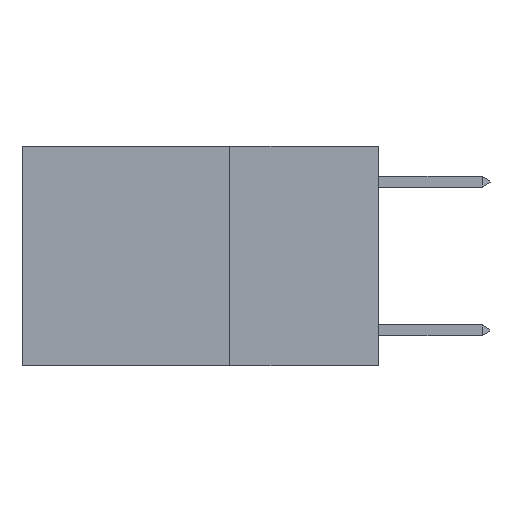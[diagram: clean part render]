
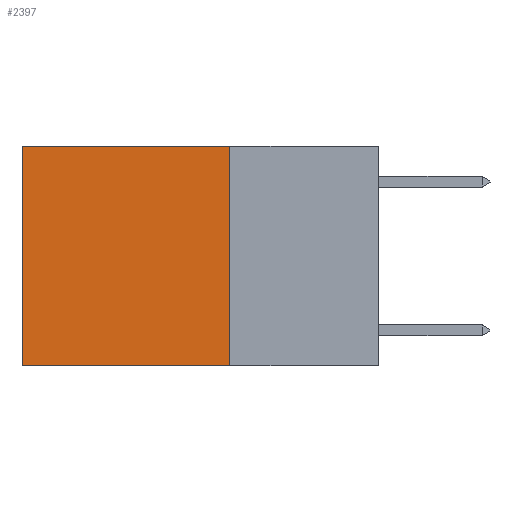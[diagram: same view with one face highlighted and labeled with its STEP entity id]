
A CAD part, left-side view. The second image highlights one B-rep face of the part: STEP entity #2397.
In plain terms, the highlighted planar face has unit normal (-1, 0, 0).
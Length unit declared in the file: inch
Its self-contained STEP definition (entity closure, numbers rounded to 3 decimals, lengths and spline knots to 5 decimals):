
#24 = CARTESIAN_POINT ( 'NONE',  ( 0.2625, 0.25, 0. ) ) ;
#395 = EDGE_CURVE ( 'NONE', #5850, #3311, #6567, .T. ) ;
#2237 = DIRECTION ( 'NONE',  ( 0., 0., -1. ) ) ;
#2397 = ADVANCED_FACE ( 'NONE', ( #11591 ), #5862, .F. ) ;
#2405 = LINE ( 'NONE', #18373, #10607 ) ;
#3311 = VERTEX_POINT ( 'NONE', #17360 ) ;
#4299 = CARTESIAN_POINT ( 'NONE',  ( 0.2625, 0.25, 0. ) ) ;
#4559 = ORIENTED_EDGE ( 'NONE', *, *, #395, .T. ) ;
#4936 = CARTESIAN_POINT ( 'NONE',  ( 0.2625, 0.6, -0.37 ) ) ;
#5076 = ORIENTED_EDGE ( 'NONE', *, *, #21769, .F. ) ;
#5313 = VECTOR ( 'NONE', #15525, 39.37008 ) ;
#5850 = VERTEX_POINT ( 'NONE', #7224 ) ;
#5862 = PLANE ( 'NONE',  #20402 ) ;
#6057 = LINE ( 'NONE', #7628, #5313 ) ;
#6121 = DIRECTION ( 'NONE',  ( 1., 0., 0. ) ) ;
#6567 = LINE ( 'NONE', #18899, #18682 ) ;
#7224 = CARTESIAN_POINT ( 'NONE',  ( 0.2625, 0.25, 0. ) ) ;
#7628 = CARTESIAN_POINT ( 'NONE',  ( 0.2625, 0.6, 0. ) ) ;
#7940 = DIRECTION ( 'NONE',  ( 0., 0., -1. ) ) ;
#8509 = EDGE_CURVE ( 'NONE', #3311, #11087, #6057, .T. ) ;
#9773 = VERTEX_POINT ( 'NONE', #11099 ) ;
#9893 = LINE ( 'NONE', #24, #10499 ) ;
#10499 = VECTOR ( 'NONE', #7940, 39.37008 ) ;
#10607 = VECTOR ( 'NONE', #22409, 39.37008 ) ;
#10970 = ORIENTED_EDGE ( 'NONE', *, *, #11942, .F. ) ;
#11087 = VERTEX_POINT ( 'NONE', #4936 ) ;
#11099 = CARTESIAN_POINT ( 'NONE',  ( 0.2625, 0.25, -0.37 ) ) ;
#11317 = ORIENTED_EDGE ( 'NONE', *, *, #8509, .T. ) ;
#11591 = FACE_OUTER_BOUND ( 'NONE', #19673, .T. ) ;
#11942 = EDGE_CURVE ( 'NONE', #5850, #9773, #9893, .T. ) ;
#15525 = DIRECTION ( 'NONE',  ( 0., 0., -1. ) ) ;
#17360 = CARTESIAN_POINT ( 'NONE',  ( 0.2625, 0.6, 0. ) ) ;
#18373 = CARTESIAN_POINT ( 'NONE',  ( 0.2625, 0.25, -0.37 ) ) ;
#18682 = VECTOR ( 'NONE', #20850, 39.37008 ) ;
#18899 = CARTESIAN_POINT ( 'NONE',  ( 0.2625, 0.25, 0. ) ) ;
#19673 = EDGE_LOOP ( 'NONE', ( #11317, #5076, #10970, #4559 ) ) ;
#20402 = AXIS2_PLACEMENT_3D ( 'NONE', #4299, #6121, #2237 ) ;
#20850 = DIRECTION ( 'NONE',  ( 0., 1., 0. ) ) ;
#21769 = EDGE_CURVE ( 'NONE', #9773, #11087, #2405, .T. ) ;
#22409 = DIRECTION ( 'NONE',  ( 0., 1., 0. ) ) ;
